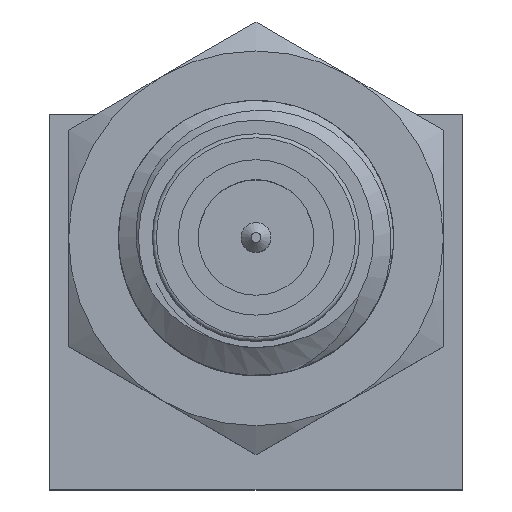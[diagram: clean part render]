
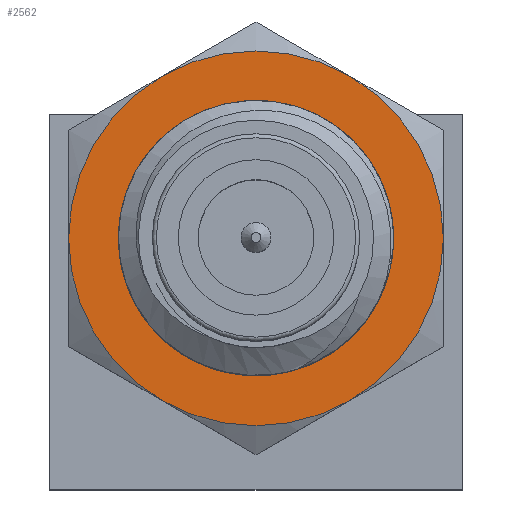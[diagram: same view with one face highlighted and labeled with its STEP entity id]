
A CAD part, top view. The second image highlights one B-rep face of the part: STEP entity #2562.
In plain terms, the highlighted planar face has unit normal (0, 0, 1).
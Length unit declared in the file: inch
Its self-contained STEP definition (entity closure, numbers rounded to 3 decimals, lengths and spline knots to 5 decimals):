
#70 = CARTESIAN_POINT ( 'NONE',  ( 0., 0.0315, 0.422 ) ) ;
#88 = AXIS2_PLACEMENT_3D ( 'NONE', #3501, #591, #1892 ) ;
#101 = DIRECTION ( 'NONE',  ( 0., -1., 0. ) ) ;
#257 = ORIENTED_EDGE ( 'NONE', *, *, #3031, .T. ) ;
#262 = DIRECTION ( 'NONE',  ( 0., -1., 0. ) ) ;
#310 = CARTESIAN_POINT ( 'NONE',  ( 0., 0.0315, 0.422 ) ) ;
#333 = DIRECTION ( 'NONE',  ( 0., 0., 1. ) ) ;
#414 = DIRECTION ( 'NONE',  ( 0., -1., 0. ) ) ;
#438 = CARTESIAN_POINT ( 'NONE',  ( -0.047, -0.04991, 0.422 ) ) ;
#470 = CARTESIAN_POINT ( 'NONE',  ( 0., 0.0315, 0.422 ) ) ;
#591 = DIRECTION ( 'NONE',  ( 0., 0., 1. ) ) ;
#638 = AXIS2_PLACEMENT_3D ( 'NONE', #70, #3262, #414 ) ;
#700 = DIRECTION ( 'NONE',  ( 0., 0., 1. ) ) ;
#705 = EDGE_CURVE ( 'NONE', #955, #3668, #3153, .T. ) ;
#724 = DIRECTION ( 'NONE',  ( 0., -1., 0. ) ) ;
#725 = AXIS2_PLACEMENT_3D ( 'NONE', #2665, #2285, #1969 ) ;
#755 = VERTEX_POINT ( 'NONE', #2769 ) ;
#942 = DIRECTION ( 'NONE',  ( 0., 0., 1. ) ) ;
#955 = VERTEX_POINT ( 'NONE', #438 ) ;
#1013 = CARTESIAN_POINT ( 'NONE',  ( 0., 0.0315, 0.422 ) ) ;
#1051 = EDGE_CURVE ( 'NONE', #1758, #3435, #2238, .T. ) ;
#1054 = CARTESIAN_POINT ( 'NONE',  ( 0., 0.0315, 0.422 ) ) ;
#1234 = CARTESIAN_POINT ( 'NONE',  ( -0.094, 0.08577, 0.422 ) ) ;
#1300 = AXIS2_PLACEMENT_3D ( 'NONE', #470, #3017, #101 ) ;
#1528 = DIRECTION ( 'NONE',  ( 0., -1., 0. ) ) ;
#1538 = EDGE_CURVE ( 'NONE', #3735, #3392, #3060, .T. ) ;
#1556 = EDGE_LOOP ( 'NONE', ( #1829, #3189 ) ) ;
#1595 = CIRCLE ( 'NONE', #88, 0.094 ) ;
#1610 = DIRECTION ( 'NONE',  ( 0., 0., 1. ) ) ;
#1758 = VERTEX_POINT ( 'NONE', #3430 ) ;
#1829 = ORIENTED_EDGE ( 'NONE', *, *, #2621, .F. ) ;
#1850 = ORIENTED_EDGE ( 'NONE', *, *, #2734, .T. ) ;
#1892 = DIRECTION ( 'NONE',  ( 0., -1., 0. ) ) ;
#1930 = CIRCLE ( 'NONE', #638, 0.069 ) ;
#1943 = EDGE_CURVE ( 'NONE', #3668, #3735, #2682, .T. ) ;
#1969 = DIRECTION ( 'NONE',  ( 0., -1., 0. ) ) ;
#1992 = EDGE_LOOP ( 'NONE', ( #2369, #2031, #2644, #2438, #257, #1850 ) ) ;
#2031 = ORIENTED_EDGE ( 'NONE', *, *, #1943, .T. ) ;
#2193 = EDGE_CURVE ( 'NONE', #3392, #755, #1595, .T. ) ;
#2223 = CARTESIAN_POINT ( 'NONE',  ( 0., 0.0315, 0.422 ) ) ;
#2229 = AXIS2_PLACEMENT_3D ( 'NONE', #1013, #700, #3917 ) ;
#2238 = CIRCLE ( 'NONE', #3648, 0.069 ) ;
#2285 = DIRECTION ( 'NONE',  ( 0., 0., 1. ) ) ;
#2353 = DIRECTION ( 'NONE',  ( 0., -1., 0. ) ) ;
#2369 = ORIENTED_EDGE ( 'NONE', *, *, #705, .T. ) ;
#2438 = ORIENTED_EDGE ( 'NONE', *, *, #2193, .T. ) ;
#2562 = ADVANCED_FACE ( 'NONE', ( #3229, #3853 ), #4128, .T. ) ;
#2621 = EDGE_CURVE ( 'NONE', #3435, #1758, #1930, .T. ) ;
#2644 = ORIENTED_EDGE ( 'NONE', *, *, #1538, .T. ) ;
#2665 = CARTESIAN_POINT ( 'NONE',  ( 0., 0.0315, 0.422 ) ) ;
#2682 = CIRCLE ( 'NONE', #3619, 0.094 ) ;
#2734 = EDGE_CURVE ( 'NONE', #2992, #955, #2779, .T. ) ;
#2769 = CARTESIAN_POINT ( 'NONE',  ( -0.047, 0.11291, 0.422 ) ) ;
#2779 = CIRCLE ( 'NONE', #725, 0.094 ) ;
#2813 = CARTESIAN_POINT ( 'NONE',  ( -0.094, 0.0315, 0.422 ) ) ;
#2992 = VERTEX_POINT ( 'NONE', #2813 ) ;
#3017 = DIRECTION ( 'NONE',  ( 0., 0., 1. ) ) ;
#3031 = EDGE_CURVE ( 'NONE', #755, #2992, #4062, .T. ) ;
#3060 = CIRCLE ( 'NONE', #3583, 0.094 ) ;
#3153 = CIRCLE ( 'NONE', #1300, 0.094 ) ;
#3189 = ORIENTED_EDGE ( 'NONE', *, *, #1051, .F. ) ;
#3223 = CARTESIAN_POINT ( 'NONE',  ( 0.047, 0.11291, 0.422 ) ) ;
#3229 = FACE_BOUND ( 'NONE', #1556, .T. ) ;
#3262 = DIRECTION ( 'NONE',  ( 0., 0., 1. ) ) ;
#3392 = VERTEX_POINT ( 'NONE', #3223 ) ;
#3420 = AXIS2_PLACEMENT_3D ( 'NONE', #1234, #333, #262 ) ;
#3430 = CARTESIAN_POINT ( 'NONE',  ( 0., 0.1005, 0.422 ) ) ;
#3435 = VERTEX_POINT ( 'NONE', #3567 ) ;
#3501 = CARTESIAN_POINT ( 'NONE',  ( 0., 0.0315, 0.422 ) ) ;
#3567 = CARTESIAN_POINT ( 'NONE',  ( -0.04834, 0.08073, 0.422 ) ) ;
#3583 = AXIS2_PLACEMENT_3D ( 'NONE', #310, #1610, #724 ) ;
#3618 = CARTESIAN_POINT ( 'NONE',  ( 0.094, 0.0315, 0.422 ) ) ;
#3619 = AXIS2_PLACEMENT_3D ( 'NONE', #2223, #942, #1528 ) ;
#3648 = AXIS2_PLACEMENT_3D ( 'NONE', #1054, #3973, #2353 ) ;
#3668 = VERTEX_POINT ( 'NONE', #3992 ) ;
#3735 = VERTEX_POINT ( 'NONE', #3618 ) ;
#3853 = FACE_OUTER_BOUND ( 'NONE', #1992, .T. ) ;
#3917 = DIRECTION ( 'NONE',  ( 0., -1., 0. ) ) ;
#3973 = DIRECTION ( 'NONE',  ( 0., 0., 1. ) ) ;
#3992 = CARTESIAN_POINT ( 'NONE',  ( 0.047, -0.04991, 0.422 ) ) ;
#4062 = CIRCLE ( 'NONE', #2229, 0.094 ) ;
#4128 = PLANE ( 'NONE',  #3420 ) ;
